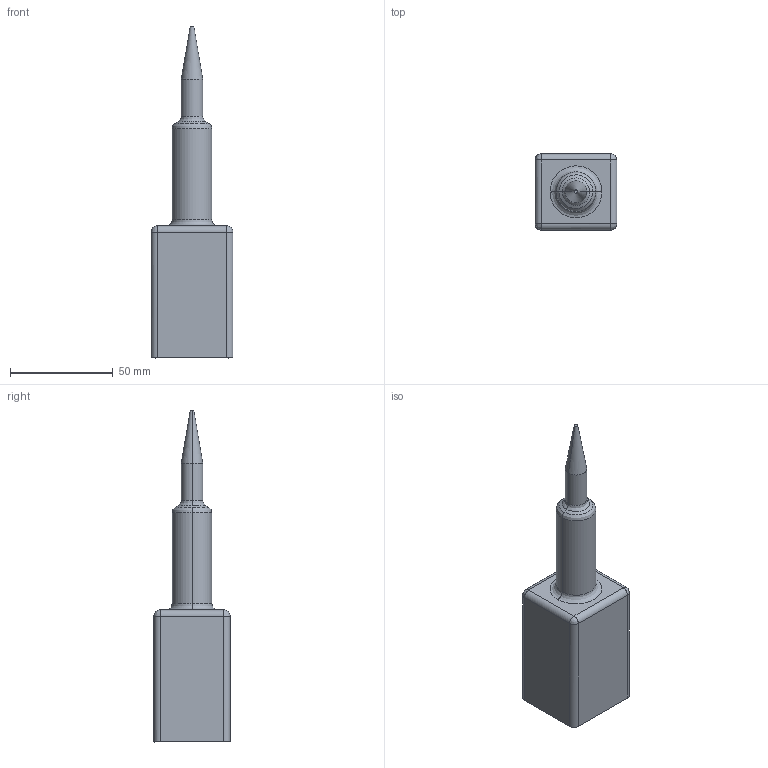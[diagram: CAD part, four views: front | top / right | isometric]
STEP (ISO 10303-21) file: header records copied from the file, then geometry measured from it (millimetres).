
FILE_DESCRIPTION(/* description */ (''),/* implementation_level */ '2;1');
FILE_NAME(/* name */ 'tool_simple',/* time_stamp */ '2023-04-04T17:28:34+02:00',/* author */ (''),/* organization */ (''),/* preprocessor_version */ 'ST-DEVELOPER v16.5',/* originating_system */ 'Rhino 7.22',/* authorisation */ '');
FILE_SCHEMA (('CONFIG_CONTROL_DESIGN'));
Length unit declared in the file: millimetre
Products named in the file (1): Document
Bounding box: 39.75 x 36.99 x 161.2 mm (x, y, z)
Volume: 110932.1 mm3; surface area: 16197 mm2
Topology: 1 solids, 1 shells, 33 faces, 66 edges, 36 vertices
Faces by surface type: bspline 14, cylinder 12, plane 7
Entity records: 953 total; most frequent: CARTESIAN_POINT 449, ORIENTED_EDGE 132, EDGE_CURVE 66, VERTEX_POINT 36, EDGE_LOOP 34, ADVANCED_FACE 33, FACE_OUTER_BOUND 33, DIRECTION 23
